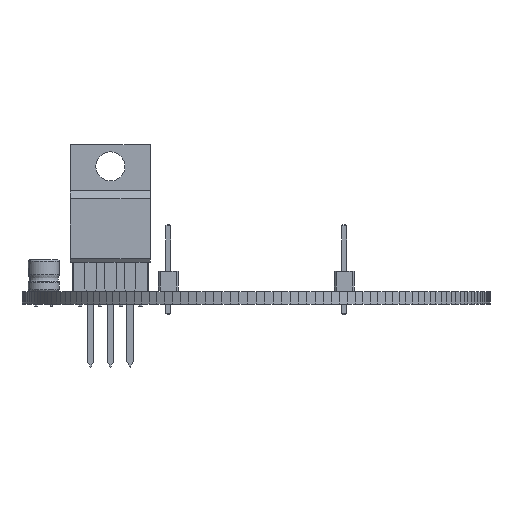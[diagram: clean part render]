
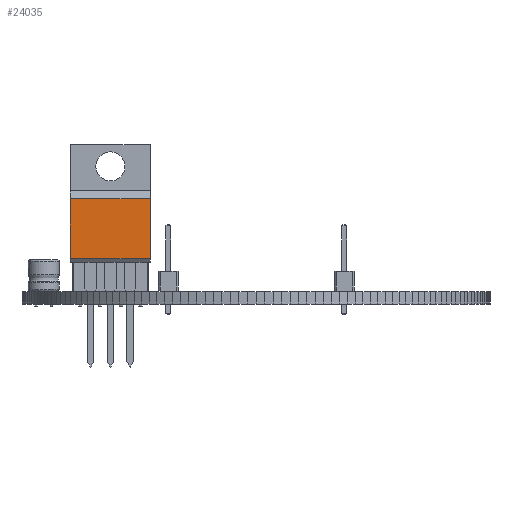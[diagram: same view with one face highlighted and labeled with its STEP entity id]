
A CAD part, front view. The second image highlights one B-rep face of the part: STEP entity #24035.
In plain terms, the highlighted planar face has unit normal (0, -1, 0).
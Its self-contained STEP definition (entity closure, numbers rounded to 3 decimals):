
#23477 = PLANE('',#23478);
#23478 = AXIS2_PLACEMENT_3D('',#23479,#23480,#23481);
#23479 = CARTESIAN_POINT('',(-2.585,0.,3.685));
#23480 = DIRECTION('',(1.,0.,0.));
#23481 = DIRECTION('',(0.,0.,1.));
#23558 = VERTEX_POINT('',#23559);
#23559 = CARTESIAN_POINT('',(-2.585,-1.295,11.875));
#23573 = PLANE('',#23574);
#23574 = AXIS2_PLACEMENT_3D('',#23575,#23576,#23577);
#23575 = CARTESIAN_POINT('',(-2.585,-1.295,11.875));
#23576 = DIRECTION('',(0.,-0.707,
    0.707));
#23577 = DIRECTION('',(0.,0.707,0.707)
  );
#23585 = EDGE_CURVE('',#23586,#23558,#23588,.T.);
#23586 = VERTEX_POINT('',#23587);
#23587 = CARTESIAN_POINT('',(-2.585,-1.295,4.185));
#23588 = SURFACE_CURVE('',#23589,(#23593,#23600),.PCURVE_S1.);
#23589 = LINE('',#23590,#23591);
#23590 = CARTESIAN_POINT('',(-2.585,-1.295,4.185));
#23591 = VECTOR('',#23592,1.);
#23592 = DIRECTION('',(0.,0.,1.));
#23593 = PCURVE('',#23477,#23594);
#23594 = DEFINITIONAL_REPRESENTATION('',(#23595),#23599);
#23595 = LINE('',#23596,#23597);
#23596 = CARTESIAN_POINT('',(0.5,1.295));
#23597 = VECTOR('',#23598,1.);
#23598 = DIRECTION('',(1.,0.));
#23599 = ( GEOMETRIC_REPRESENTATION_CONTEXT(2) 
PARAMETRIC_REPRESENTATION_CONTEXT() REPRESENTATION_CONTEXT('2D SPACE',''
  ) );
#23600 = PCURVE('',#23601,#23606);
#23601 = PLANE('',#23602);
#23602 = AXIS2_PLACEMENT_3D('',#23603,#23604,#23605);
#23603 = CARTESIAN_POINT('',(-2.585,-1.295,4.185));
#23604 = DIRECTION('',(0.,-1.,0.));
#23605 = DIRECTION('',(0.,0.,1.));
#23606 = DEFINITIONAL_REPRESENTATION('',(#23607),#23611);
#23607 = LINE('',#23608,#23609);
#23608 = CARTESIAN_POINT('',(0.,0.));
#23609 = VECTOR('',#23610,1.);
#23610 = DIRECTION('',(1.,0.));
#23611 = ( GEOMETRIC_REPRESENTATION_CONTEXT(2) 
PARAMETRIC_REPRESENTATION_CONTEXT() REPRESENTATION_CONTEXT('2D SPACE',''
  ) );
#23627 = PLANE('',#23628);
#23628 = AXIS2_PLACEMENT_3D('',#23629,#23630,#23631);
#23629 = CARTESIAN_POINT('',(-2.585,0.,3.685));
#23630 = DIRECTION('',(0.,-0.36,
    -0.933));
#23631 = DIRECTION('',(0.,-0.933,
    0.36));
#23988 = VERTEX_POINT('',#23989);
#23989 = CARTESIAN_POINT('',(7.665,-1.295,4.185));
#24003 = PLANE('',#24004);
#24004 = AXIS2_PLACEMENT_3D('',#24005,#24006,#24007);
#24005 = CARTESIAN_POINT('',(7.665,0.,3.685));
#24006 = DIRECTION('',(1.,0.,0.));
#24007 = DIRECTION('',(0.,0.,1.));
#24015 = EDGE_CURVE('',#23586,#23988,#24016,.T.);
#24016 = SURFACE_CURVE('',#24017,(#24021,#24028),.PCURVE_S1.);
#24017 = LINE('',#24018,#24019);
#24018 = CARTESIAN_POINT('',(-2.585,-1.295,4.185));
#24019 = VECTOR('',#24020,1.);
#24020 = DIRECTION('',(1.,0.,0.));
#24021 = PCURVE('',#23627,#24022);
#24022 = DEFINITIONAL_REPRESENTATION('',(#24023),#24027);
#24023 = LINE('',#24024,#24025);
#24024 = CARTESIAN_POINT('',(1.388,0.));
#24025 = VECTOR('',#24026,1.);
#24026 = DIRECTION('',(0.,-1.));
#24027 = ( GEOMETRIC_REPRESENTATION_CONTEXT(2) 
PARAMETRIC_REPRESENTATION_CONTEXT() REPRESENTATION_CONTEXT('2D SPACE',''
  ) );
#24028 = PCURVE('',#23601,#24029);
#24029 = DEFINITIONAL_REPRESENTATION('',(#24030),#24034);
#24030 = LINE('',#24031,#24032);
#24031 = CARTESIAN_POINT('',(0.,0.));
#24032 = VECTOR('',#24033,1.);
#24033 = DIRECTION('',(0.,-1.));
#24034 = ( GEOMETRIC_REPRESENTATION_CONTEXT(2) 
PARAMETRIC_REPRESENTATION_CONTEXT() REPRESENTATION_CONTEXT('2D SPACE',''
  ) );
#24035 = ADVANCED_FACE('',(#24036),#23601,.T.);
#24036 = FACE_BOUND('',#24037,.T.);
#24037 = EDGE_LOOP('',(#24038,#24039,#24062,#24083));
#24038 = ORIENTED_EDGE('',*,*,#24015,.T.);
#24039 = ORIENTED_EDGE('',*,*,#24040,.T.);
#24040 = EDGE_CURVE('',#23988,#24041,#24043,.T.);
#24041 = VERTEX_POINT('',#24042);
#24042 = CARTESIAN_POINT('',(7.665,-1.295,11.875));
#24043 = SURFACE_CURVE('',#24044,(#24048,#24055),.PCURVE_S1.);
#24044 = LINE('',#24045,#24046);
#24045 = CARTESIAN_POINT('',(7.665,-1.295,4.185));
#24046 = VECTOR('',#24047,1.);
#24047 = DIRECTION('',(0.,0.,1.));
#24048 = PCURVE('',#23601,#24049);
#24049 = DEFINITIONAL_REPRESENTATION('',(#24050),#24054);
#24050 = LINE('',#24051,#24052);
#24051 = CARTESIAN_POINT('',(0.,-10.25));
#24052 = VECTOR('',#24053,1.);
#24053 = DIRECTION('',(1.,0.));
#24054 = ( GEOMETRIC_REPRESENTATION_CONTEXT(2) 
PARAMETRIC_REPRESENTATION_CONTEXT() REPRESENTATION_CONTEXT('2D SPACE',''
  ) );
#24055 = PCURVE('',#24003,#24056);
#24056 = DEFINITIONAL_REPRESENTATION('',(#24057),#24061);
#24057 = LINE('',#24058,#24059);
#24058 = CARTESIAN_POINT('',(0.5,1.295));
#24059 = VECTOR('',#24060,1.);
#24060 = DIRECTION('',(1.,0.));
#24061 = ( GEOMETRIC_REPRESENTATION_CONTEXT(2) 
PARAMETRIC_REPRESENTATION_CONTEXT() REPRESENTATION_CONTEXT('2D SPACE',''
  ) );
#24062 = ORIENTED_EDGE('',*,*,#24063,.F.);
#24063 = EDGE_CURVE('',#23558,#24041,#24064,.T.);
#24064 = SURFACE_CURVE('',#24065,(#24069,#24076),.PCURVE_S1.);
#24065 = LINE('',#24066,#24067);
#24066 = CARTESIAN_POINT('',(-2.585,-1.295,11.875));
#24067 = VECTOR('',#24068,1.);
#24068 = DIRECTION('',(1.,0.,0.));
#24069 = PCURVE('',#23601,#24070);
#24070 = DEFINITIONAL_REPRESENTATION('',(#24071),#24075);
#24071 = LINE('',#24072,#24073);
#24072 = CARTESIAN_POINT('',(7.69,0.));
#24073 = VECTOR('',#24074,1.);
#24074 = DIRECTION('',(0.,-1.));
#24075 = ( GEOMETRIC_REPRESENTATION_CONTEXT(2) 
PARAMETRIC_REPRESENTATION_CONTEXT() REPRESENTATION_CONTEXT('2D SPACE',''
  ) );
#24076 = PCURVE('',#23573,#24077);
#24077 = DEFINITIONAL_REPRESENTATION('',(#24078),#24082);
#24078 = LINE('',#24079,#24080);
#24079 = CARTESIAN_POINT('',(0.,0.));
#24080 = VECTOR('',#24081,1.);
#24081 = DIRECTION('',(0.,-1.));
#24082 = ( GEOMETRIC_REPRESENTATION_CONTEXT(2) 
PARAMETRIC_REPRESENTATION_CONTEXT() REPRESENTATION_CONTEXT('2D SPACE',''
  ) );
#24083 = ORIENTED_EDGE('',*,*,#23585,.F.);
